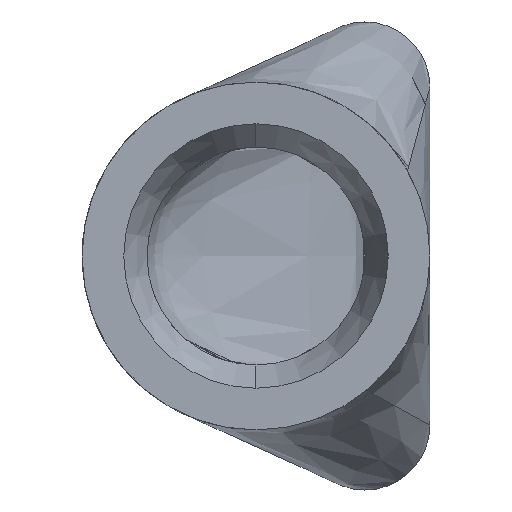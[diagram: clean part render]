
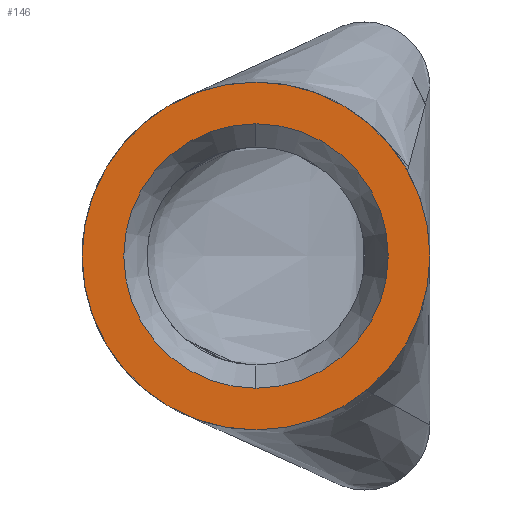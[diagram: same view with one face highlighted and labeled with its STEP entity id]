
A CAD part, left-side view. The second image highlights one B-rep face of the part: STEP entity #146.
In plain terms, the highlighted planar face has unit normal (-1, 0, 0).
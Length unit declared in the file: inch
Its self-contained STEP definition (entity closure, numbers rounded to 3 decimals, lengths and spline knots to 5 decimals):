
#1 = AXIS2_PLACEMENT_3D ( 'NONE', #319, #670, #1004 ) ;
#3 = DIRECTION ( 'NONE',  ( 1., 0., 0. ) ) ;
#7 = FACE_BOUND ( 'NONE', #1086, .T. ) ;
#20 = PLANE ( 'NONE',  #617 ) ;
#28 = CARTESIAN_POINT ( 'NONE',  ( 0., 0.3135, -0.23847 ) ) ;
#33 = VERTEX_POINT ( 'NONE', #1090 ) ;
#45 = AXIS2_PLACEMENT_3D ( 'NONE', #944, #964, #881 ) ;
#57 = EDGE_CURVE ( 'NONE', #497, #390, #493, .T. ) ;
#95 = AXIS2_PLACEMENT_3D ( 'NONE', #266, #3, #350 ) ;
#146 = ADVANCED_FACE ( 'NONE', ( #7, #1029 ), #20, .T. ) ;
#266 = CARTESIAN_POINT ( 'NONE',  ( 0., 0.3135, 0. ) ) ;
#268 = CIRCLE ( 'NONE', #992, 0.3135 ) ;
#269 = CARTESIAN_POINT ( 'NONE',  ( 0., 0., 0. ) ) ;
#319 = CARTESIAN_POINT ( 'NONE',  ( 0., 0.3135, 0. ) ) ;
#345 = CARTESIAN_POINT ( 'NONE',  ( 0., 0.3135, 0.3135 ) ) ;
#350 = DIRECTION ( 'NONE',  ( 0., 0., 1. ) ) ;
#390 = VERTEX_POINT ( 'NONE', #345 ) ;
#397 = ORIENTED_EDGE ( 'NONE', *, *, #498, .T. ) ;
#493 = CIRCLE ( 'NONE', #1, 0.3135 ) ;
#497 = VERTEX_POINT ( 'NONE', #854 ) ;
#498 = EDGE_CURVE ( 'NONE', #33, #660, #581, .T. ) ;
#546 = EDGE_LOOP ( 'NONE', ( #1057, #1064 ) ) ;
#567 = ORIENTED_EDGE ( 'NONE', *, *, #765, .T. ) ;
#578 = DIRECTION ( 'NONE',  ( -1., 0., 0. ) ) ;
#581 = CIRCLE ( 'NONE', #95, 0.23847 ) ;
#584 = CARTESIAN_POINT ( 'NONE',  ( 0., 0.3135, 0. ) ) ;
#608 = DIRECTION ( 'NONE',  ( -1., 0., 0. ) ) ;
#617 = AXIS2_PLACEMENT_3D ( 'NONE', #269, #608, #711 ) ;
#660 = VERTEX_POINT ( 'NONE', #28 ) ;
#670 = DIRECTION ( 'NONE',  ( -1., 0., 0. ) ) ;
#711 = DIRECTION ( 'NONE',  ( 0., 0., 1. ) ) ;
#765 = EDGE_CURVE ( 'NONE', #660, #33, #846, .T. ) ;
#846 = CIRCLE ( 'NONE', #45, 0.23847 ) ;
#854 = CARTESIAN_POINT ( 'NONE',  ( 0., 0.3135, -0.3135 ) ) ;
#881 = DIRECTION ( 'NONE',  ( 0., 0., 1. ) ) ;
#936 = EDGE_CURVE ( 'NONE', #390, #497, #268, .T. ) ;
#944 = CARTESIAN_POINT ( 'NONE',  ( 0., 0.3135, 0. ) ) ;
#964 = DIRECTION ( 'NONE',  ( 1., 0., 0. ) ) ;
#992 = AXIS2_PLACEMENT_3D ( 'NONE', #584, #578, #1072 ) ;
#1004 = DIRECTION ( 'NONE',  ( 0., 0., 1. ) ) ;
#1029 = FACE_OUTER_BOUND ( 'NONE', #546, .T. ) ;
#1057 = ORIENTED_EDGE ( 'NONE', *, *, #936, .T. ) ;
#1064 = ORIENTED_EDGE ( 'NONE', *, *, #57, .T. ) ;
#1072 = DIRECTION ( 'NONE',  ( 0., 0., 1. ) ) ;
#1086 = EDGE_LOOP ( 'NONE', ( #397, #567 ) ) ;
#1090 = CARTESIAN_POINT ( 'NONE',  ( 0., 0.3135, 0.23847 ) ) ;
